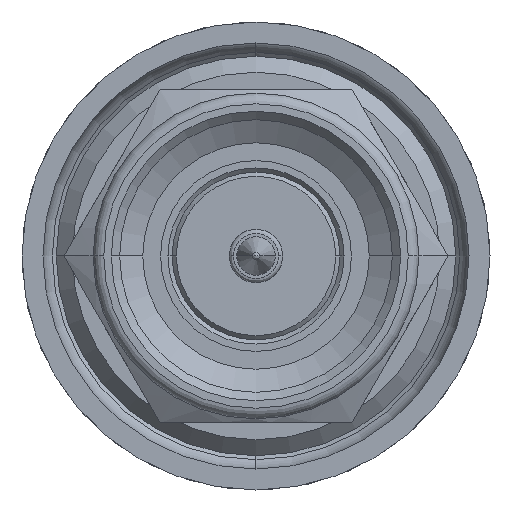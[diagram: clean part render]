
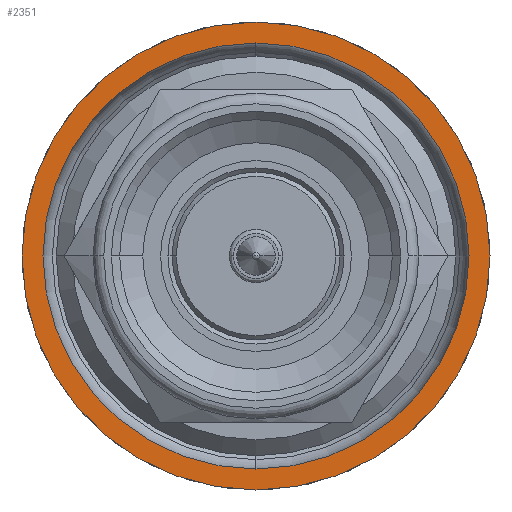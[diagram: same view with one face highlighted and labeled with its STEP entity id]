
A CAD part, front view. The second image highlights one B-rep face of the part: STEP entity #2351.
In plain terms, the highlighted face is planar.
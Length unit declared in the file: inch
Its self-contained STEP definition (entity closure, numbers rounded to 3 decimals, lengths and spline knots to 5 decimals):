
#39 = VERTEX_POINT ( 'NONE', #3381 ) ;
#98 = ORIENTED_EDGE ( 'NONE', *, *, #3851, .F. ) ;
#199 = DIRECTION ( 'NONE',  ( 0., 0., -1. ) ) ;
#300 = CARTESIAN_POINT ( 'NONE',  ( 0., 0., 0. ) ) ;
#568 = ORIENTED_EDGE ( 'NONE', *, *, #4383, .T. ) ;
#1294 = VERTEX_POINT ( 'NONE', #3899 ) ;
#1596 = CARTESIAN_POINT ( 'NONE',  ( 0., 0., 0. ) ) ;
#1603 = CIRCLE ( 'NONE', #4388, 0.21969 ) ;
#1647 = DIRECTION ( 'NONE',  ( 1., 0., 0. ) ) ;
#1682 = CIRCLE ( 'NONE', #5234, 0.2 ) ;
#1736 = PLANE ( 'NONE',  #1982 ) ;
#1797 = DIRECTION ( 'NONE',  ( 0., 0., 1. ) ) ;
#1982 = AXIS2_PLACEMENT_3D ( 'NONE', #5523, #4081, #1797 ) ;
#2206 = DIRECTION ( 'NONE',  ( 0., 0., -1. ) ) ;
#2232 = CARTESIAN_POINT ( 'NONE',  ( 0., 0., -0.21969 ) ) ;
#2259 = FACE_BOUND ( 'NONE', #5167, .T. ) ;
#2263 = CARTESIAN_POINT ( 'NONE',  ( 0., 0., 0. ) ) ;
#2351 = ADVANCED_FACE ( 'NONE', ( #2259, #5861 ), #1736, .T. ) ;
#2495 = AXIS2_PLACEMENT_3D ( 'NONE', #2263, #4120, #2206 ) ;
#2556 = DIRECTION ( 'NONE',  ( 0., 0., -1. ) ) ;
#2766 = EDGE_CURVE ( 'NONE', #4109, #1294, #1603, .T. ) ;
#2929 = AXIS2_PLACEMENT_3D ( 'NONE', #1596, #5344, #199 ) ;
#3213 = CIRCLE ( 'NONE', #2929, 0.2 ) ;
#3381 = CARTESIAN_POINT ( 'NONE',  ( 0., 0., 0.2 ) ) ;
#3459 = DIRECTION ( 'NONE',  ( 0., 0., -1. ) ) ;
#3842 = DIRECTION ( 'NONE',  ( 1., 0., 0. ) ) ;
#3851 = EDGE_CURVE ( 'NONE', #1294, #4109, #4304, .T. ) ;
#3899 = CARTESIAN_POINT ( 'NONE',  ( 0., 0., 0.21969 ) ) ;
#4081 = DIRECTION ( 'NONE',  ( -1., 0., 0. ) ) ;
#4109 = VERTEX_POINT ( 'NONE', #2232 ) ;
#4120 = DIRECTION ( 'NONE',  ( 1., 0., 0. ) ) ;
#4168 = EDGE_LOOP ( 'NONE', ( #5581, #98 ) ) ;
#4304 = CIRCLE ( 'NONE', #2495, 0.21969 ) ;
#4383 = EDGE_CURVE ( 'NONE', #39, #5819, #3213, .T. ) ;
#4388 = AXIS2_PLACEMENT_3D ( 'NONE', #5767, #1647, #3459 ) ;
#4551 = CARTESIAN_POINT ( 'NONE',  ( 0., 0., -0.2 ) ) ;
#4882 = EDGE_CURVE ( 'NONE', #5819, #39, #1682, .T. ) ;
#5167 = EDGE_LOOP ( 'NONE', ( #5889, #568 ) ) ;
#5234 = AXIS2_PLACEMENT_3D ( 'NONE', #300, #3842, #2556 ) ;
#5344 = DIRECTION ( 'NONE',  ( 1., 0., 0. ) ) ;
#5523 = CARTESIAN_POINT ( 'NONE',  ( 0., -0.21969, 0. ) ) ;
#5581 = ORIENTED_EDGE ( 'NONE', *, *, #2766, .F. ) ;
#5767 = CARTESIAN_POINT ( 'NONE',  ( 0., 0., 0. ) ) ;
#5819 = VERTEX_POINT ( 'NONE', #4551 ) ;
#5861 = FACE_OUTER_BOUND ( 'NONE', #4168, .T. ) ;
#5889 = ORIENTED_EDGE ( 'NONE', *, *, #4882, .T. ) ;
